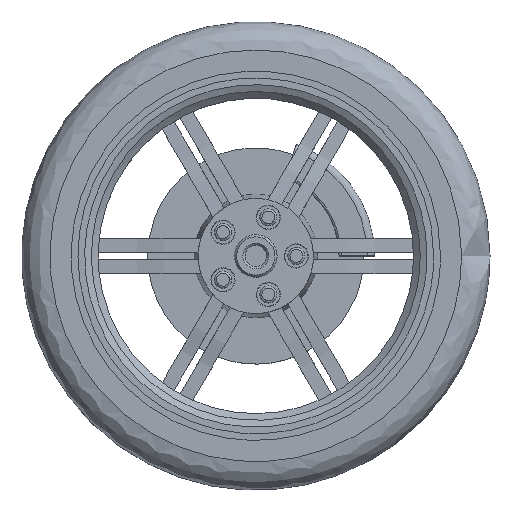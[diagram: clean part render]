
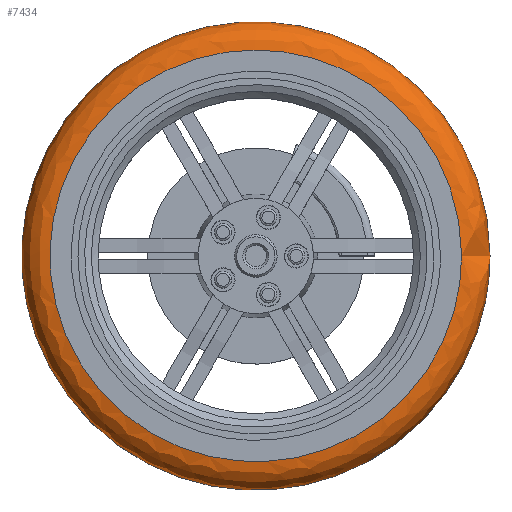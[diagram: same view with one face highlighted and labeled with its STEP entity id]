
A CAD part, top view. The second image highlights one B-rep face of the part: STEP entity #7434.
In plain terms, the highlighted free-form (B-spline) face has degree [2, 2] with [9, 3] control points.
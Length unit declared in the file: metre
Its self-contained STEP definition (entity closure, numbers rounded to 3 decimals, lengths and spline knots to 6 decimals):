
#92 = CARTESIAN_POINT('NONE', (0.3302, 0., 0.1));
#93 = VERTEX_POINT('NONE', #92);
#94 = CARTESIAN_POINT('NONE', (0.2902, 0., 0.14));
#95 = VERTEX_POINT('NONE', #94);
#976 = CARTESIAN_POINT('NONE', (0.3302, 0., 0.1));
#977 = CARTESIAN_POINT('NONE', (0.3302, 0.3302, 0.1));
#978 = CARTESIAN_POINT('NONE', (0., 0.3302, 0.1));
#979 = CARTESIAN_POINT('NONE', (-0.3302, 0.3302, 0.1));
#980 = CARTESIAN_POINT('NONE', (-0.3302, 0., 0.1));
#981 = CARTESIAN_POINT('NONE', (-0.3302, -0.3302, 0.1));
#982 = CARTESIAN_POINT('NONE', (0., -0.3302, 0.1));
#983 = CARTESIAN_POINT('NONE', (0.3302, -0.3302, 0.1));
#984 = CARTESIAN_POINT('NONE', (0.3302, 0., 0.1));
#985 = (
  BOUNDED_CURVE()
  B_SPLINE_CURVE(2, (#976, #977, #978, #979, #980, #981, #982, #983, #984), .UNSPECIFIED., .F., .F.)
  B_SPLINE_CURVE_WITH_KNOTS((3, 2, 2, 2, 3), (-6.283185, -4.712389, -3.141593, -1.570796, -0), .UNSPECIFIED.)
  CURVE()
  GEOMETRIC_REPRESENTATION_ITEM()
  RATIONAL_B_SPLINE_CURVE((1, 0.707, 1, 0.707, 1, 0.707, 1, 0.707, 1))
  REPRESENTATION_ITEM('NONE')
);
#990 = CARTESIAN_POINT('NONE', (0.2902, 0., 0.14));
#991 = CARTESIAN_POINT('NONE', (0.2902, 0.2902, 0.14));
#992 = CARTESIAN_POINT('NONE', (0., 0.2902, 0.14));
#993 = CARTESIAN_POINT('NONE', (-0.2902, 0.2902, 0.14));
#994 = CARTESIAN_POINT('NONE', (-0.2902, 0., 0.14));
#995 = CARTESIAN_POINT('NONE', (-0.2902, -0.2902, 0.14));
#996 = CARTESIAN_POINT('NONE', (0., -0.2902, 0.14));
#997 = CARTESIAN_POINT('NONE', (0.2902, -0.2902, 0.14));
#998 = CARTESIAN_POINT('NONE', (0.2902, 0., 0.14));
#999 = (
  BOUNDED_CURVE()
  B_SPLINE_CURVE(2, (#990, #991, #992, #993, #994, #995, #996, #997, #998), .UNSPECIFIED., .F., .F.)
  B_SPLINE_CURVE_WITH_KNOTS((3, 2, 2, 2, 3), (-6.283185, -4.712389, -3.141593, -1.570796, -0), .UNSPECIFIED.)
  CURVE()
  GEOMETRIC_REPRESENTATION_ITEM()
  RATIONAL_B_SPLINE_CURVE((1, 0.707, 1, 0.707, 1, 0.707, 1, 0.707, 1))
  REPRESENTATION_ITEM('NONE')
);
#3884 = EDGE_CURVE('NONE', #93, #93, #985, .T.);
#3886 = EDGE_CURVE('NONE', #95, #95, #999, .T.);
#4605 = CARTESIAN_POINT('NONE', (0.3302, 0, 0.1));
#4606 = CARTESIAN_POINT('NONE', (0.3302, 0, 0.14));
#4607 = CARTESIAN_POINT('NONE', (0.2902, 0, 0.14));
#4608 = CARTESIAN_POINT('NONE', (0.3302, -0.3302, 0.1));
#4609 = CARTESIAN_POINT('NONE', (0.3302, -0.3302, 0.14));
#4610 = CARTESIAN_POINT('NONE', (0.2902, -0.2902, 0.14));
#4611 = CARTESIAN_POINT('NONE', (0., -0.3302, 0.1));
#4612 = CARTESIAN_POINT('NONE', (0., -0.3302, 0.14));
#4613 = CARTESIAN_POINT('NONE', (0., -0.2902, 0.14));
#4614 = CARTESIAN_POINT('NONE', (-0.3302, -0.3302, 0.1));
#4615 = CARTESIAN_POINT('NONE', (-0.3302, -0.3302, 0.14));
#4616 = CARTESIAN_POINT('NONE', (-0.2902, -0.2902, 0.14));
#4617 = CARTESIAN_POINT('NONE', (-0.3302, 0., 0.1));
#4618 = CARTESIAN_POINT('NONE', (-0.3302, 0., 0.14));
#4619 = CARTESIAN_POINT('NONE', (-0.2902, 0., 0.14));
#4620 = CARTESIAN_POINT('NONE', (-0.3302, 0.3302, 0.1));
#4621 = CARTESIAN_POINT('NONE', (-0.3302, 0.3302, 0.14));
#4622 = CARTESIAN_POINT('NONE', (-0.2902, 0.2902, 0.14));
#4623 = CARTESIAN_POINT('NONE', (0., 0.3302, 0.1));
#4624 = CARTESIAN_POINT('NONE', (0., 0.3302, 0.14));
#4625 = CARTESIAN_POINT('NONE', (0., 0.2902, 0.14));
#4626 = CARTESIAN_POINT('NONE', (0.3302, 0.3302, 0.1));
#4627 = CARTESIAN_POINT('NONE', (0.3302, 0.3302, 0.14));
#4628 = CARTESIAN_POINT('NONE', (0.2902, 0.2902, 0.14));
#4629 = CARTESIAN_POINT('NONE', (0.3302, 0, 0.1));
#4630 = CARTESIAN_POINT('NONE', (0.3302, 0, 0.14));
#4631 = CARTESIAN_POINT('NONE', (0.2902, 0, 0.14));
#4632 = (
  BOUNDED_SURFACE()
  B_SPLINE_SURFACE(2, 2, ((#4605, #4606, #4607), (#4608, #4609, #4610), (#4611, #4612, #4613), (#4614, #4615, #4616), (#4617, #4618, #4619), (#4620, #4621, #4622), (#4623, #4624, #4625), (#4626, #4627, #4628), (#4629, #4630, #4631)), .UNSPECIFIED., .F., .F., .F.)
  B_SPLINE_SURFACE_WITH_KNOTS((3, 2, 2, 2, 3), (3, 3), (0, 1.570796, 3.141593, 4.712389, 6.283185), (0, 1), .UNSPECIFIED.)
  GEOMETRIC_REPRESENTATION_ITEM()
  RATIONAL_B_SPLINE_SURFACE(((1, 0.707, 1), (0.707, 0.5, 0.707), (1, 0.707, 1), (0.707, 0.5, 0.707), (1, 0.707, 1), (0.707, 0.5, 0.707), (1, 0.707, 1), (0.707, 0.5, 0.707), (1, 0.707, 1)))
  REPRESENTATION_ITEM('NONE')
  SURFACE()
);
#7430 = ORIENTED_EDGE('NONE', *, *, #3884, .F.);
#7431 = ORIENTED_EDGE('NONE', *, *, #3886, .T.);
#7432 = EDGE_LOOP('NONE', (#7430, #7431));
#7433 = FACE_BOUND('NONE', #7432, .F.);
#7434 = ADVANCED_FACE('NONE', (#7433), #4632, .F.);
